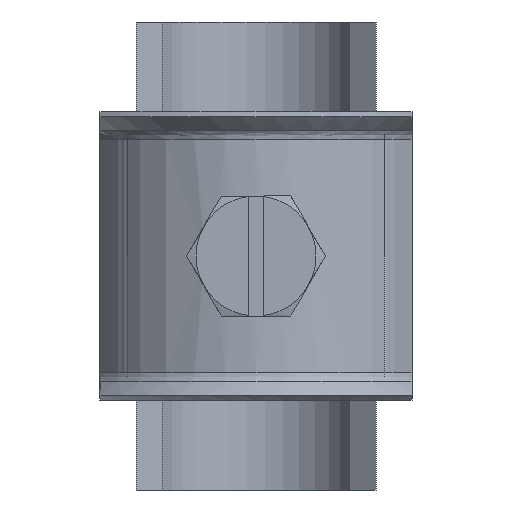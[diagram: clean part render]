
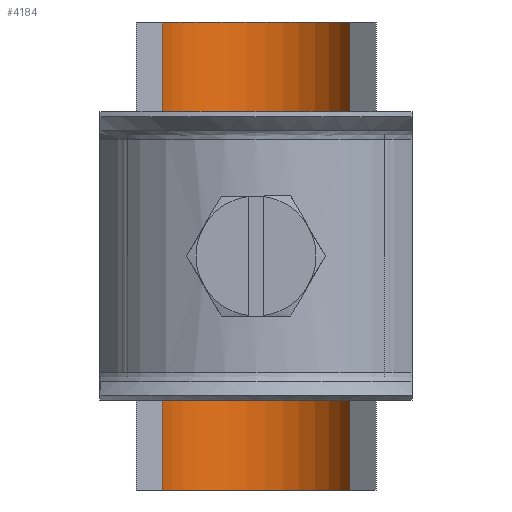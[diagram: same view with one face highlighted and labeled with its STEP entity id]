
A CAD part, front view. The second image highlights one B-rep face of the part: STEP entity #4184.
In plain terms, the highlighted cylindrical face has radius 8.655 mm (diameter 17.309 mm), a partial arc.
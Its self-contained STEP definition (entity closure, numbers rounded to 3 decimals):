
#159 = CYLINDRICAL_SURFACE ( 'NONE', #3667, 8.655 ) ;
#425 = LINE ( 'NONE', #1771, #3192 ) ;
#535 = CIRCLE ( 'NONE', #2985, 8.655 ) ;
#718 = EDGE_LOOP ( 'NONE', ( #3105, #4128, #3461, #1416 ) ) ;
#929 = DIRECTION ( 'NONE',  ( 0., 0., -1. ) ) ;
#1044 = CARTESIAN_POINT ( 'NONE',  ( -7.798, -6.4, -19.5 ) ) ;
#1208 = AXIS2_PLACEMENT_3D ( 'NONE', #2876, #929, #3886 ) ;
#1416 = ORIENTED_EDGE ( 'NONE', *, *, #1896, .T. ) ;
#1447 = EDGE_CURVE ( 'NONE', #3348, #2981, #3808, .T. ) ;
#1519 = EDGE_CURVE ( 'NONE', #3365, #3348, #2279, .T. ) ;
#1536 = CARTESIAN_POINT ( 'NONE',  ( 0., -10.155, -19.5 ) ) ;
#1599 = CARTESIAN_POINT ( 'NONE',  ( -7.798, -6.4, 19.5 ) ) ;
#1645 = FACE_OUTER_BOUND ( 'NONE', #718, .T. ) ;
#1771 = CARTESIAN_POINT ( 'NONE',  ( 7.798, -6.4, 19.5 ) ) ;
#1883 = DIRECTION ( 'NONE',  ( 1., 0., 0. ) ) ;
#1896 = EDGE_CURVE ( 'NONE', #3365, #2758, #535, .T. ) ;
#2140 = CARTESIAN_POINT ( 'NONE',  ( 7.798, -6.4, 19.5 ) ) ;
#2183 = VECTOR ( 'NONE', #2662, 1000. ) ;
#2245 = EDGE_CURVE ( 'NONE', #2981, #2758, #425, .T. ) ;
#2279 = LINE ( 'NONE', #3581, #2183 ) ;
#2549 = DIRECTION ( 'NONE',  ( 1., 0., 0. ) ) ;
#2609 = CARTESIAN_POINT ( 'NONE',  ( 7.798, -6.4, -19.5 ) ) ;
#2662 = DIRECTION ( 'NONE',  ( 0., 0., 1. ) ) ;
#2758 = VERTEX_POINT ( 'NONE', #2609 ) ;
#2876 = CARTESIAN_POINT ( 'NONE',  ( 0., -10.155, 19.5 ) ) ;
#2981 = VERTEX_POINT ( 'NONE', #2140 ) ;
#2985 = AXIS2_PLACEMENT_3D ( 'NONE', #1536, #3835, #2549 ) ;
#3105 = ORIENTED_EDGE ( 'NONE', *, *, #2245, .F. ) ;
#3192 = VECTOR ( 'NONE', #3347, 1000. ) ;
#3347 = DIRECTION ( 'NONE',  ( 0., 0., -1. ) ) ;
#3348 = VERTEX_POINT ( 'NONE', #1599 ) ;
#3365 = VERTEX_POINT ( 'NONE', #1044 ) ;
#3461 = ORIENTED_EDGE ( 'NONE', *, *, #1519, .F. ) ;
#3581 = CARTESIAN_POINT ( 'NONE',  ( -7.798, -6.4, 19.5 ) ) ;
#3667 = AXIS2_PLACEMENT_3D ( 'NONE', #3813, #3828, #1883 ) ;
#3808 = CIRCLE ( 'NONE', #1208, 8.655 ) ;
#3813 = CARTESIAN_POINT ( 'NONE',  ( 0., -10.155, 19.5 ) ) ;
#3828 = DIRECTION ( 'NONE',  ( 0., 0., 1. ) ) ;
#3835 = DIRECTION ( 'NONE',  ( 0., 0., -1. ) ) ;
#3886 = DIRECTION ( 'NONE',  ( 1., 0., 0. ) ) ;
#4128 = ORIENTED_EDGE ( 'NONE', *, *, #1447, .F. ) ;
#4184 = ADVANCED_FACE ( 'NONE', ( #1645 ), #159, .F. ) ;
